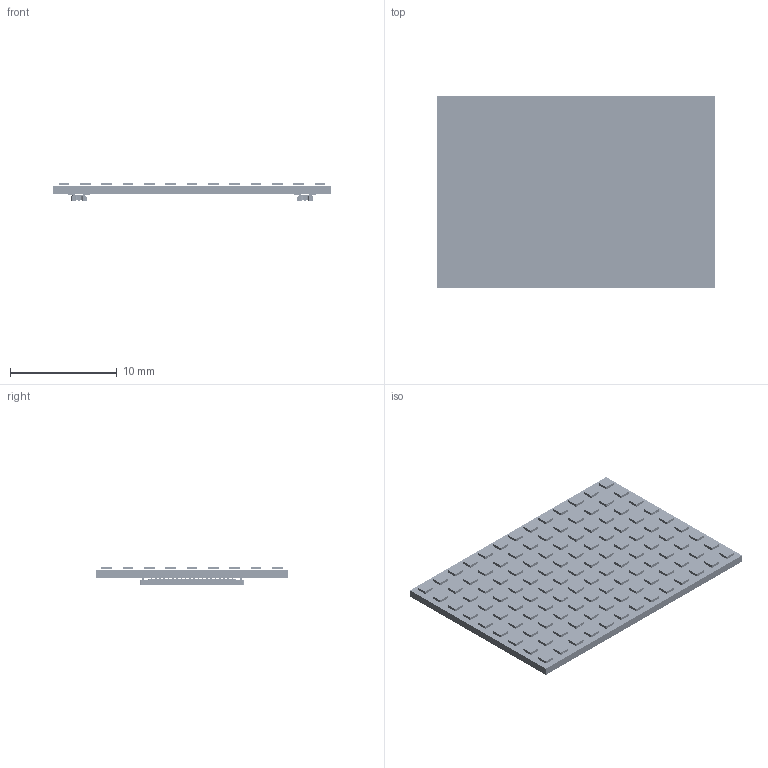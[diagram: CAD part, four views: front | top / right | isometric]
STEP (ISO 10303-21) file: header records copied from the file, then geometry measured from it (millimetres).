
FILE_DESCRIPTION(('KiCad electronic assembly'),'2;1');
FILE_NAME('ILM139C.step','2025-04-28T13:57:16',('Pcbnew'),('Kicad'), 'Open CASCADE STEP processor 7.6','KiCad to STEP converter','Unknown' );
FILE_SCHEMA(('AUTOMOTIVE_DESIGN { 1 0 10303 214 1 1 1 1 }'));
Length unit declared in the file: millimetre
Products named in the file (4): ILM139C 1; LED-SMD_4P-L1.0-W1.0-TR_1; CONN-SMD_40P-P0.40_OK-14GM040-04; ILM139C_PCB
Assembly tree (120 placements, depth 2):
  ILM139C 1
    LED-SMD_4P-L1.0-W1.0-TR_1  x117
    CONN-SMD_40P-P0.40_OK-14GM040-04  x2
    ILM139C_PCB
Bounding box: 26 x 18 x 1.76 mm (x, y, z)
Volume: 370 mm3; surface area: 1884.8 mm2
Topology: 873 solids, 873 shells, 41044 faces, 110316 edges, 73544 vertices
Faces by surface type: plane 27230, bspline 11662, cylinder 2152
Entity records: 53318 total; most frequent: CARTESIAN_POINT 11813, ORIENTED_EDGE 8898, DIRECTION 7541, EDGE_CURVE 4449, LINE 3737, VECTOR 3737, VERTEX_POINT 2966, AXIS2_PLACEMENT_3D 1902
